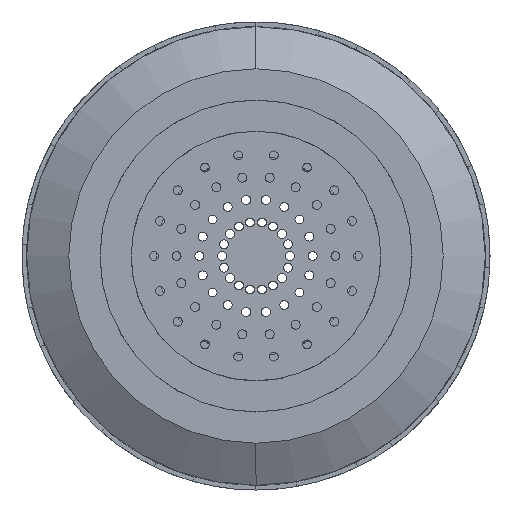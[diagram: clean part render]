
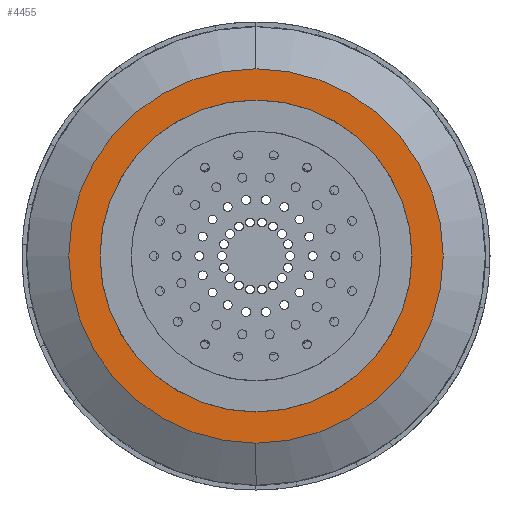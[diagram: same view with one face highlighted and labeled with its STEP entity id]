
A CAD part, left-side view. The second image highlights one B-rep face of the part: STEP entity #4455.
In plain terms, the highlighted planar face has unit normal (-1, 0, 0).
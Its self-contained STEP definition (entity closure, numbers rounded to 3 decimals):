
#4455=ADVANCED_FACE('',(#10417,#10418),#10419,.T.);
#10417=FACE_BOUND('',#18023,.T.);
#10418=FACE_OUTER_BOUND('',#18024,.T.);
#10419=PLANE('',#18025);
#18023=EDGE_LOOP('',(#32308,#32309));
#18024=EDGE_LOOP('',(#32310,#32311));
#18025=AXIS2_PLACEMENT_3D('',#32312,#32313,#32314);
#32308=ORIENTED_EDGE('',*,*,#51862,.F.);
#32309=ORIENTED_EDGE('',*,*,#51607,.F.);
#32310=ORIENTED_EDGE('',*,*,#51612,.T.);
#32311=ORIENTED_EDGE('',*,*,#51860,.T.);
#32312=CARTESIAN_POINT('',(-41.864,0.0,19.25));
#32313=DIRECTION('',(-1.0,0.0,0.0));
#32314=DIRECTION('',(0.0,-0.0,1.0));
#51607=EDGE_CURVE('',#64517,#64513,#64519,.T.);
#51612=EDGE_CURVE('',#64522,#64526,#64528,.T.);
#51860=EDGE_CURVE('',#64526,#64522,#64894,.T.);
#51862=EDGE_CURVE('',#64513,#64517,#64896,.T.);
#64513=VERTEX_POINT('',#90132);
#64517=VERTEX_POINT('',#90137);
#64519=CIRCLE('',#90140,17.5);
#64522=VERTEX_POINT('',#90143);
#64526=VERTEX_POINT('',#90148);
#64528=CIRCLE('',#90151,21.0);
#64894=CIRCLE('',#90635,21.0);
#64896=CIRCLE('',#90637,17.5);
#90132=CARTESIAN_POINT('',(-41.864,0.0,17.5));
#90137=CARTESIAN_POINT('',(-41.864,0.,-17.5));
#90140=AXIS2_PLACEMENT_3D('',#107511,#107512,#107513);
#90143=CARTESIAN_POINT('',(-41.864,0.0,21.0));
#90148=CARTESIAN_POINT('',(-41.864,0.,-21.0));
#90151=AXIS2_PLACEMENT_3D('',#107519,#107520,#107521);
#90635=AXIS2_PLACEMENT_3D('',#107832,#107833,#107834);
#90637=AXIS2_PLACEMENT_3D('',#107835,#107836,#107837);
#107511=CARTESIAN_POINT('',(-41.864,0.0,0.0));
#107512=DIRECTION('',(-1.0,0.0,0.0));
#107513=DIRECTION('',(0.0,-0.0,1.0));
#107519=CARTESIAN_POINT('',(-41.864,0.0,0.0));
#107520=DIRECTION('',(-1.0,0.0,0.0));
#107521=DIRECTION('',(0.0,-0.0,1.0));
#107832=CARTESIAN_POINT('',(-41.864,0.0,0.0));
#107833=DIRECTION('',(-1.0,0.0,0.0));
#107834=DIRECTION('',(0.0,-0.0,1.0));
#107835=CARTESIAN_POINT('',(-41.864,0.0,0.0));
#107836=DIRECTION('',(-1.0,0.0,0.0));
#107837=DIRECTION('',(0.0,-0.0,1.0));
